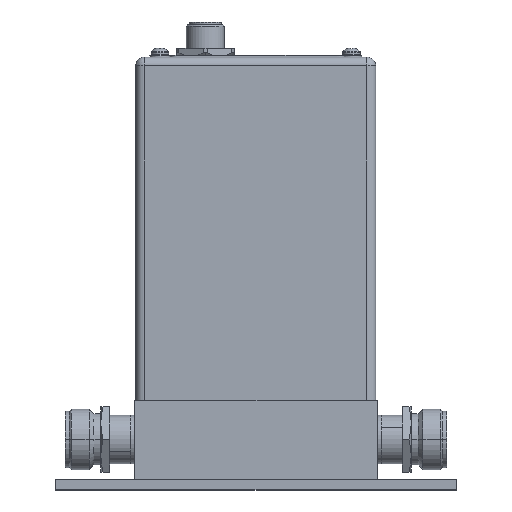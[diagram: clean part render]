
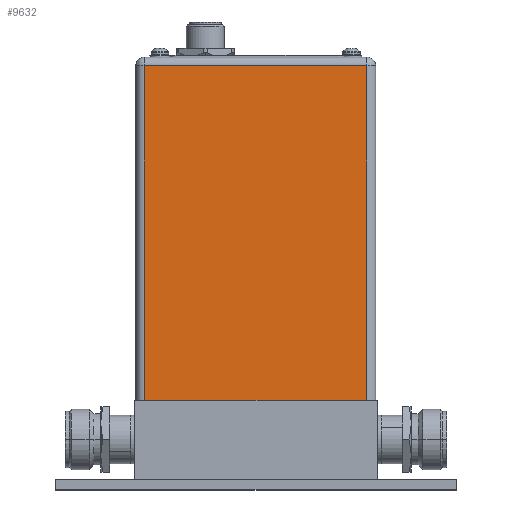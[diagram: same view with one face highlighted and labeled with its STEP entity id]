
A CAD part, top view. The second image highlights one B-rep face of the part: STEP entity #9632.
In plain terms, the highlighted planar face has unit normal (0, 0, 1).
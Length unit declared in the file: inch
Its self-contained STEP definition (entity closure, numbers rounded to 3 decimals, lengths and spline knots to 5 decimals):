
#8056=DIRECTION('',(1.,0.,0.));
#8057=VECTOR('',#8056,2.755);
#8058=CARTESIAN_POINT('',(-1.3775,0.,1.425));
#8059=LINE('',#8058,#8057);
#8306=DIRECTION('',(0.,-1.,0.));
#8307=VECTOR('',#8306,4.14);
#8308=CARTESIAN_POINT('',(1.3775,4.14,1.425));
#8309=LINE('',#8308,#8307);
#8313=DIRECTION('',(0.,-1.,0.));
#8314=VECTOR('',#8313,4.14);
#8315=CARTESIAN_POINT('',(-1.3775,4.14,1.425));
#8316=LINE('',#8315,#8314);
#8320=DIRECTION('',(1.,0.,0.));
#8321=VECTOR('',#8320,2.755);
#8322=CARTESIAN_POINT('',(-1.3775,4.14,1.425));
#8323=LINE('',#8322,#8321);
#8576=CARTESIAN_POINT('',(1.3775,0.,1.425));
#8578=VERTEX_POINT('',#8576);
#8579=CARTESIAN_POINT('',(1.3775,4.14,1.425));
#8580=VERTEX_POINT('',#8579);
#8581=CARTESIAN_POINT('',(-1.3775,4.14,1.425));
#8582=VERTEX_POINT('',#8581);
#8583=CARTESIAN_POINT('',(-1.3775,0.,1.425));
#8585=VERTEX_POINT('',#8583);
#9620=CARTESIAN_POINT('',(-1.4875,0.,1.425));
#9621=DIRECTION('',(0.,0.,1.));
#9622=DIRECTION('',(1.,0.,0.));
#9623=AXIS2_PLACEMENT_3D('',#9620,#9621,#9622);
#9624=PLANE('',#9623);
#9626=ORIENTED_EDGE('',*,*,#9625,.T.);
#9627=ORIENTED_EDGE('',*,*,#9363,.F.);
#9628=ORIENTED_EDGE('',*,*,#9589,.F.);
#9629=ORIENTED_EDGE('',*,*,#9611,.T.);
#9630=EDGE_LOOP('',(#9626,#9627,#9628,#9629));
#9631=FACE_OUTER_BOUND('',#9630,.F.);
#9632=ADVANCED_FACE('',(#9631),#9624,.T.);
#9363=EDGE_CURVE('',#8585,#8578,#8059,.T.);
#9589=EDGE_CURVE('',#8582,#8585,#8316,.T.);
#9611=EDGE_CURVE('',#8582,#8580,#8323,.T.);
#9625=EDGE_CURVE('',#8580,#8578,#8309,.T.);
